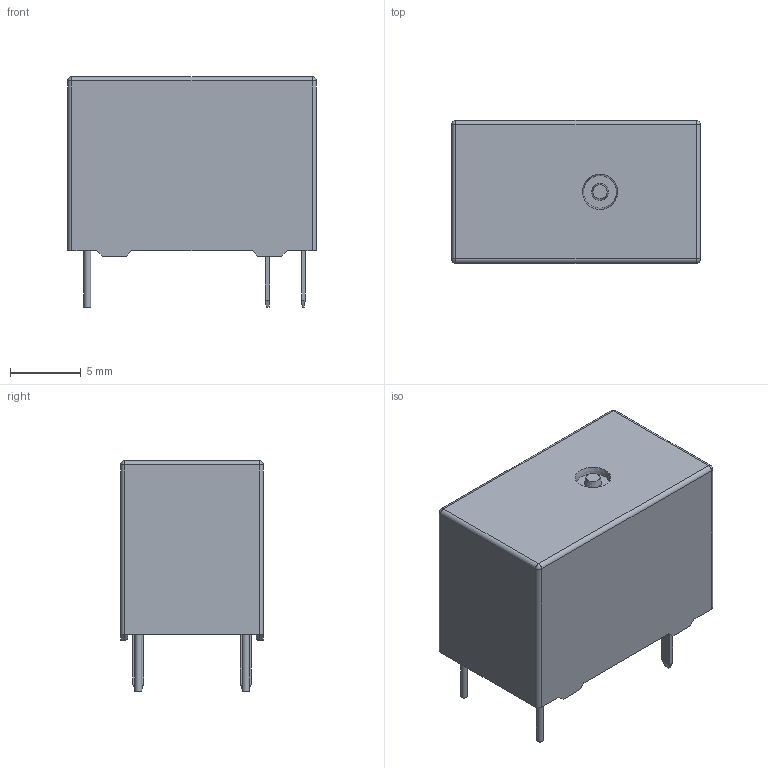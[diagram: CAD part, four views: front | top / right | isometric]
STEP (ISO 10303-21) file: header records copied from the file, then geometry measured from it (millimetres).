
FILE_DESCRIPTION(/* description */ (''),/* implementation_level */ '2;1');
FILE_NAME(/* name */ 'HF32FA[2].stp',/* time_stamp */ '2018-01-12T15:49:59+08:00',/* author */ (''),/* organization */ (''),/* preprocessor_version */ 'ST-DEVELOPER v15',/* originating_system */ 'SIEMENS PLM Software NX 8.5',/* authorisation */ '');
FILE_SCHEMA (('CONFIG_CONTROL_DESIGN'));
Length unit declared in the file: millimetre
Products named in the file (1): HF32FA[2]
Bounding box: 17.6 x 10.1 x 16.31 mm (x, y, z)
Volume: 2153.7 mm3; surface area: 1357.7 mm2
Topology: 1 solids, 2 shells, 106 faces, 272 edges, 172 vertices
Faces by surface type: plane 74, cylinder 26, sphere 4, cone 2
Full cylindrical faces by diameter (mm): 0.5 x2
Entity records: 3220 total; most frequent: CARTESIAN_POINT 543, ORIENTED_EDGE 528, DIRECTION 528, EDGE_CURVE 264, LINE 214, VECTOR 214, VERTEX_POINT 172, AXIS2_PLACEMENT_3D 157
